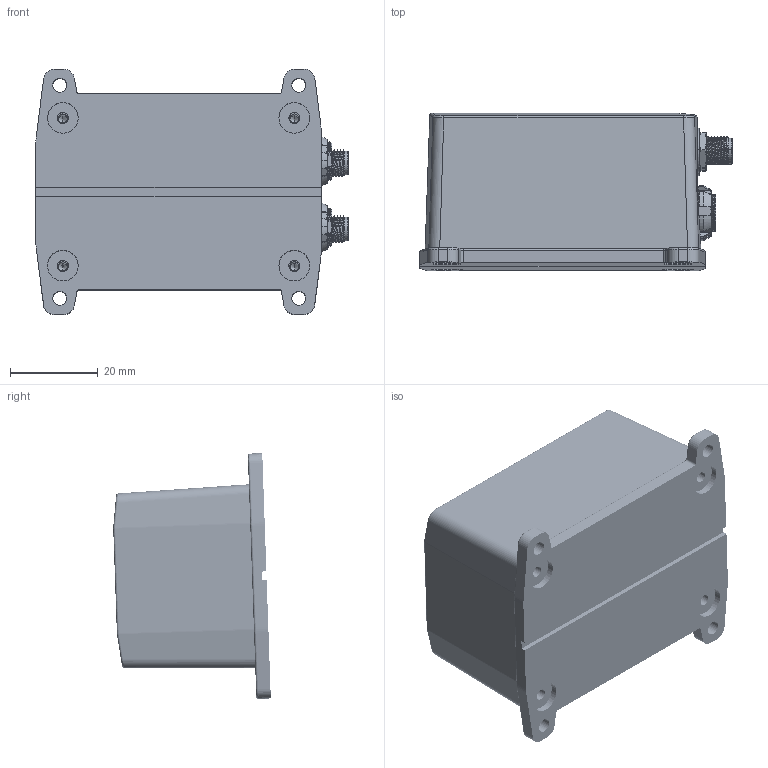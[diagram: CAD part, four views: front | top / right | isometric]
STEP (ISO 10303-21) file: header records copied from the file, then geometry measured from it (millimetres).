
FILE_DESCRIPTION (( 'STEP AP214' ), '1' );
FILE_NAME ('蚾饜极-RTK-4-V1-0618-0816.STEP', '2021-08-16T09:47:43', ( '' ), ( '' ), 'SwSTEP 2.0', 'SolidWorks 2020', '' );
FILE_SCHEMA (( 'AUTOMOTIVE_DESIGN' ));
Length unit declared in the file: millimetre
Products named in the file (15): RTK-4-0617-V1-0721; fc_deco_slot_nut_m9x0_5_1; RTK-泂祧-0721; fc_deco_slot_nut_m9x0_5_1_3; 蚾饜极-RTK-4-V1-0618-0816; SMA-RF-0722; 扞け謂-0722; 菴珨圉; 菴媼圉; fc_deco_slot_nut_m9x0_5_1_2; SW3DPS-FISCHER_DBPU_102_A059-130_1; RTK-dizuo-0617-V1; HANGCHA
Assembly tree (21 placements, depth 3):
  蚾饜极-RTK-4-V1-0618-0816
    RTK-4-0617-V1-0721
    RTK-dizuo-0617-V1
    RTK-泂祧-0721
    HANGCHA
      SW3DPS-FISCHER_DBPU_102_A059-130_1
      fc_deco_slot_nut_m9x0_5_1
      fc_deco_slot_nut_m9x0_5_1_2
      fc_deco_slot_nut_m9x0_5_1_3
    HANGCHA
      SW3DPS-FISCHER_DBPU_102_A059-130_1
      fc_deco_slot_nut_m9x0_5_1
      fc_deco_slot_nut_m9x0_5_1_2
      fc_deco_slot_nut_m9x0_5_1_3
    SMA-RF-0722
      菴珨圉
      菴媼圉
      扞け謂-0722
    SMA-RF-0722
      菴珨圉
      菴媼圉
      扞け謂-0722
Bounding box: 71.13 x 35.91 x 55.99 mm (x, y, z)
Volume: 25962.3 mm3; surface area: 33109.3 mm2
Topology: 31 solids, 35 shells, 5194 faces, 14221 edges, 9407 vertices
Faces by surface type: plane 2406, bspline 1513, cylinder 884, cone 278, torus 113
Entity records: 259339 total; most frequent: CARTESIAN_POINT 116875, ORIENTED_EDGE 23866, DIRECTION 15107, EDGE_CURVE 11938, VERTEX_POINT 7913, LINE 7157, VECTOR 7157, EDGE_LOOP 4827
